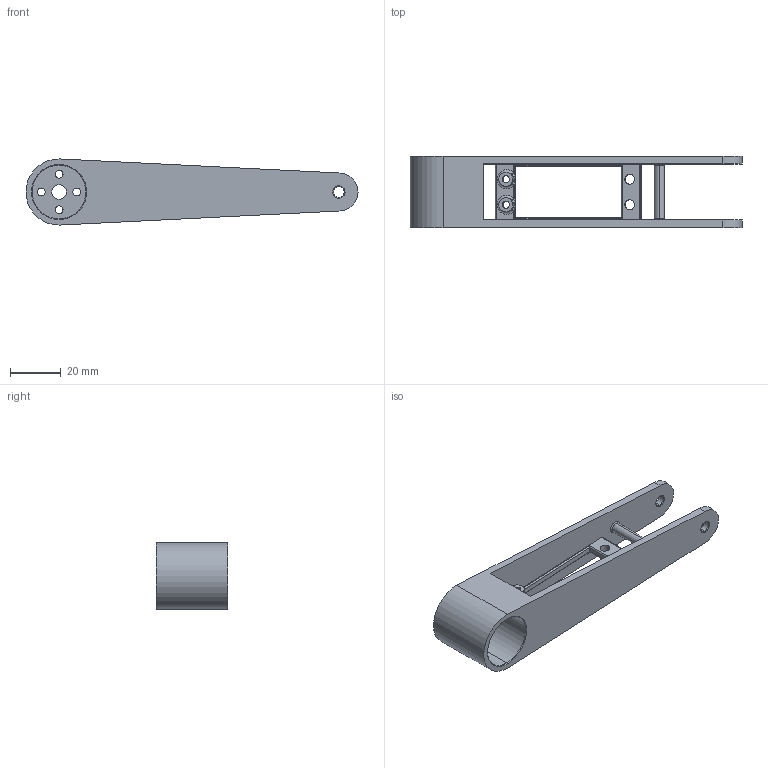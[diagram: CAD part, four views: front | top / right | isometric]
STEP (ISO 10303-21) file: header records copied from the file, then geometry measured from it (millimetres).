
FILE_DESCRIPTION(/* description */ (''),/* implementation_level */ '2;1');
FILE_NAME(/* name */ '大腿2.stp',/* time_stamp */ '2025-09-19T10:06:28+08:00',/* author */ (''),/* organization */ (''),/* preprocessor_version */ 'ST-DEVELOPER v16.7',/* originating_system */ 'SIEMENS PLM Software NX 12.0',/* authorisation */ '');
FILE_SCHEMA (('AUTOMOTIVE_DESIGN { 1 0 10303 214 3 1 1 1 }'));
Length unit declared in the file: millimetre
Products named in the file (1): 大腿2_step
Bounding box: 130.5 x 28 x 26 mm (x, y, z)
Volume: 22993.5 mm3; surface area: 16254.1 mm2
Topology: 1 solids, 1 shells, 92 faces, 232 edges, 146 vertices
Faces by surface type: cylinder 51, plane 21, cone 12, torus 6, bspline 2
Full cylindrical faces by diameter (mm): 2.8 x2, 5.5 x2
Entity records: 2924 total; most frequent: CARTESIAN_POINT 623, DIRECTION 498, ORIENTED_EDGE 452, EDGE_CURVE 226, AXIS2_PLACEMENT_3D 199, VERTEX_POINT 144, EDGE_LOOP 128, CIRCLE 108
